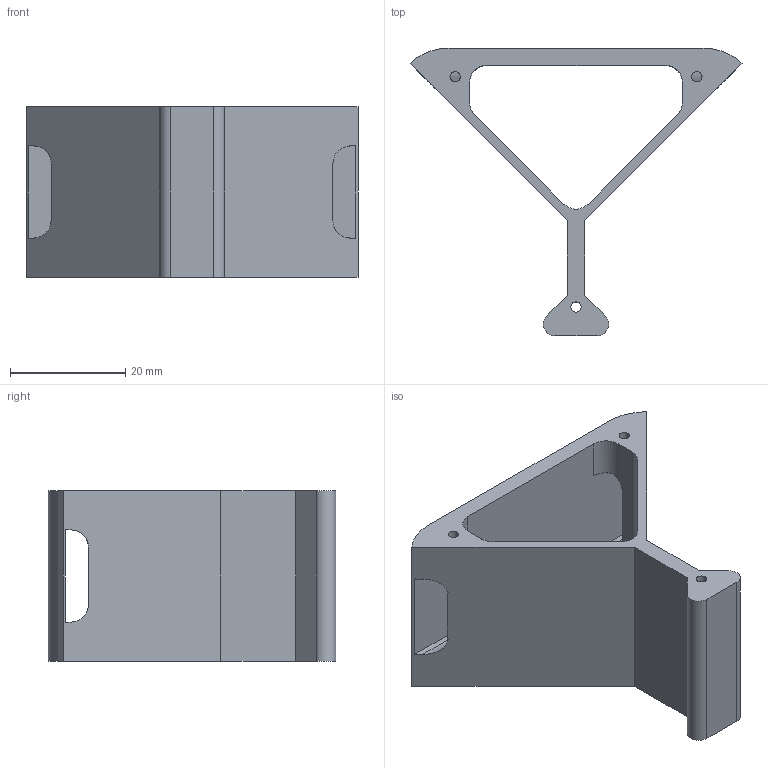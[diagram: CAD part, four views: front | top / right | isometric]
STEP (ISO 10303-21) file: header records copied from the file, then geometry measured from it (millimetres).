
FILE_DESCRIPTION(/* description */ (''),/* implementation_level */ '2;1');
FILE_NAME(/* name */ 'Body_Lib.step',/* time_stamp */ '2020-04-29T17:58:34+09:00',/* author */ (''),/* organization */ (''),/* preprocessor_version */ 'ST-DEVELOPER v18.1',/* originating_system */ 'Autodesk Translation Framework v9.2.0.1227',/* authorisation */ '');
FILE_SCHEMA (('AUTOMOTIVE_DESIGN { 1 0 10303 214 3 1 1 }'));
Length unit declared in the file: millimetre
Products named in the file (1): Body_Lib
Bounding box: 57.7 x 50 x 29.6 mm (x, y, z)
Volume: 12104.9 mm3; surface area: 10149 mm2
Topology: 1 solids, 1 shells, 45 faces, 131 edges, 90 vertices
Faces by surface type: cylinder 22, plane 21, bspline 2
Full cylindrical faces by diameter (mm): 1.8 x5
Entity records: 1750 total; most frequent: CARTESIAN_POINT 501, ORIENTED_EDGE 262, DIRECTION 239, EDGE_CURVE 131, VERTEX_POINT 90, AXIS2_PLACEMENT_3D 80, LINE 79, VECTOR 79
